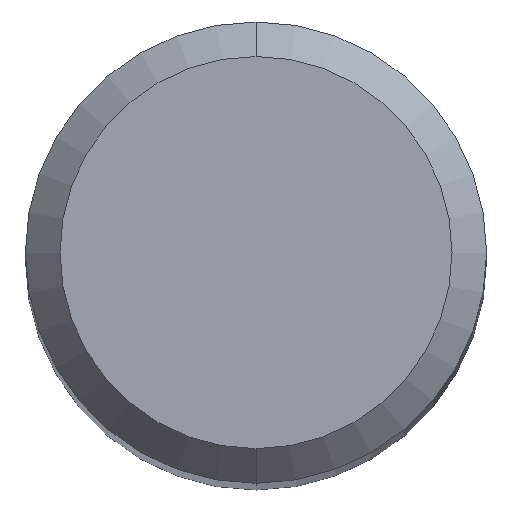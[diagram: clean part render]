
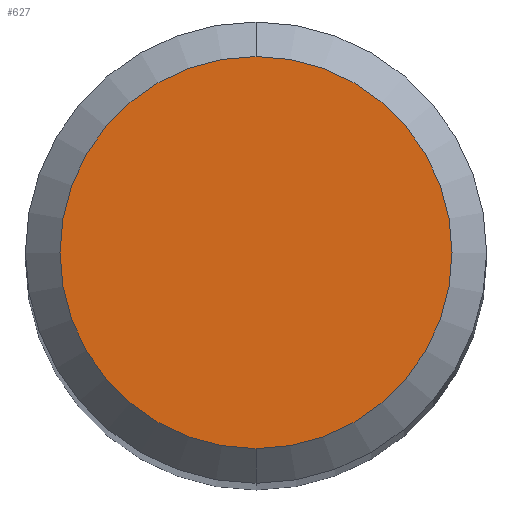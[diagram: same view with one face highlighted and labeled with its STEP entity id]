
A CAD part, top view. The second image highlights one B-rep face of the part: STEP entity #627.
In plain terms, the highlighted planar face has unit normal (0, 0, 1).
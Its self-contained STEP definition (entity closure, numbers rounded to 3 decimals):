
#431=EDGE_CURVE('',#941,#1087,#1190,.T.);
#627=ADVANCED_FACE('',(#1403),#1404,.T.);
#941=VERTEX_POINT('',#1746);
#943=EDGE_CURVE('',#1087,#941,#1748,.T.);
#1087=VERTEX_POINT('',#1903);
#1190=CIRCLE('',#2106,1.7);
#1403=FACE_OUTER_BOUND('',#2872,.T.);
#1404=PLANE('',#2873);
#1746=CARTESIAN_POINT('',(0.,-1.7,0.0));
#1748=CIRCLE('',#4357,1.7);
#1903=CARTESIAN_POINT('',(0.0,1.7,0.0));
#2106=AXIS2_PLACEMENT_3D('',#5094,#5095,#5096);
#2872=EDGE_LOOP('',(#5336,#5337));
#2873=AXIS2_PLACEMENT_3D('',#5338,#5339,#5340);
#4357=AXIS2_PLACEMENT_3D('',#5677,#5678,#5679);
#5094=CARTESIAN_POINT('',(0.0,0.0,0.0));
#5095=DIRECTION('',(0.0,0.0,-1.0));
#5096=DIRECTION('',(0.0,1.0,0.0));
#5336=ORIENTED_EDGE('',*,*,#943,.F.);
#5337=ORIENTED_EDGE('',*,*,#431,.F.);
#5338=CARTESIAN_POINT('',(0.0,0.85,0.0));
#5339=DIRECTION('',(-0.0,0.0,1.0));
#5340=DIRECTION('',(0.0,-1.0,0.0));
#5677=CARTESIAN_POINT('',(0.0,0.0,0.0));
#5678=DIRECTION('',(0.0,0.0,-1.0));
#5679=DIRECTION('',(0.0,1.0,0.0));
